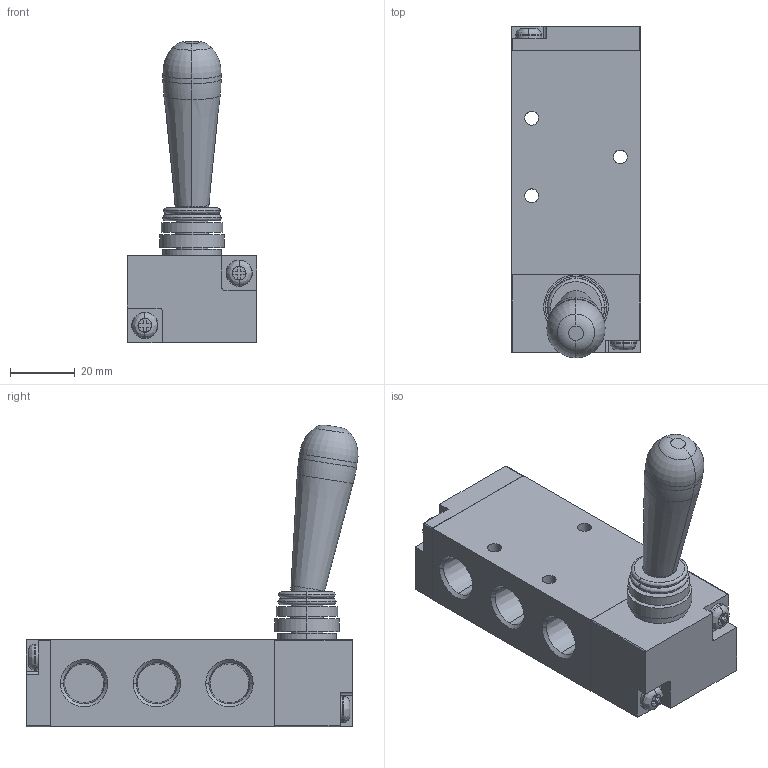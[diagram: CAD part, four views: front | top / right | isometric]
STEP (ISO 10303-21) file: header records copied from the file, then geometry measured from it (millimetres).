
FILE_DESCRIPTION (( 'STEP AP214' ), '1' );
FILE_NAME ('AVS-537D2-HL.step', '2018-05-02T11:32:29', ( '' ), ( '' ), 'SwSTEP 2.0', 'SolidWorks 2017', '' );
FILE_SCHEMA (( 'AUTOMOTIVE_DESIGN' ));
Length unit declared in the file: inch
Products named in the file (1): AVS-537D2-HL
Bounding box: 40 x 102.8 x 93.45 mm (x, y, z)
Volume: 111616.1 mm3; surface area: 29023.4 mm2
Topology: 4 solids, 4 shells, 223 faces, 525 edges, 340 vertices
Faces by surface type: plane 118, cylinder 57, cone 22, bspline 20, torus 6
Entity records: 9926 total; most frequent: CARTESIAN_POINT 1773, DIRECTION 1096, ORIENTED_EDGE 1050, EDGE_CURVE 525, AXIS2_PLACEMENT_3D 391, VERTEX_POINT 340, LINE 314, VECTOR 314
